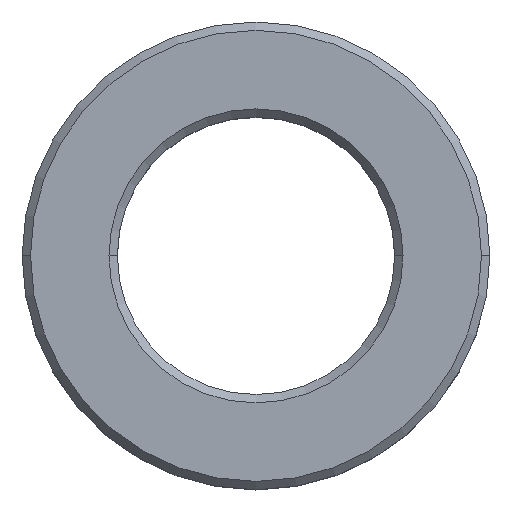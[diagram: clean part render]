
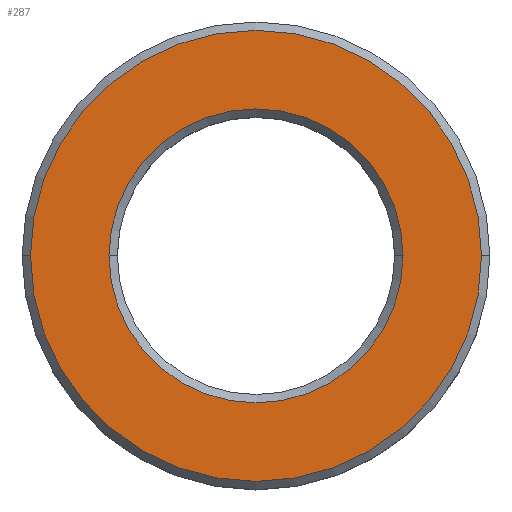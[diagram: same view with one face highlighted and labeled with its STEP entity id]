
A CAD part, top view. The second image highlights one B-rep face of the part: STEP entity #287.
In plain terms, the highlighted planar face has unit normal (0, 0, 1).
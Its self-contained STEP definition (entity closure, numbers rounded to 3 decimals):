
#24 = EDGE_CURVE ( 'NONE', #131, #291, #57, .T. ) ;
#39 = AXIS2_PLACEMENT_3D ( 'NONE', #361, #281, #53 ) ;
#49 = CARTESIAN_POINT ( 'NONE',  ( -4.4, 0., 5. ) ) ;
#53 = DIRECTION ( 'NONE',  ( 1., 0., 0. ) ) ;
#57 = CIRCLE ( 'NONE', #39, 4.4 ) ;
#60 = DIRECTION ( 'NONE',  ( 0., 0., -1. ) ) ;
#79 = VERTEX_POINT ( 'NONE', #264 ) ;
#84 = EDGE_CURVE ( 'NONE', #291, #131, #215, .T. ) ;
#96 = AXIS2_PLACEMENT_3D ( 'NONE', #348, #60, #161 ) ;
#97 = EDGE_CURVE ( 'NONE', #283, #79, #108, .T. ) ;
#101 = CARTESIAN_POINT ( 'NONE',  ( 4.4, 0., 5. ) ) ;
#108 = CIRCLE ( 'NONE', #325, 6.75 ) ;
#117 = AXIS2_PLACEMENT_3D ( 'NONE', #246, #210, #282 ) ;
#118 = DIRECTION ( 'NONE',  ( 0., 0., 1. ) ) ;
#122 = FACE_BOUND ( 'NONE', #335, .T. ) ;
#131 = VERTEX_POINT ( 'NONE', #101 ) ;
#136 = ORIENTED_EDGE ( 'NONE', *, *, #370, .T. ) ;
#156 = FACE_OUTER_BOUND ( 'NONE', #188, .T. ) ;
#161 = DIRECTION ( 'NONE',  ( 1., 0., 0. ) ) ;
#164 = CIRCLE ( 'NONE', #383, 6.75 ) ;
#182 = CARTESIAN_POINT ( 'NONE',  ( -6.75, 0., 5. ) ) ;
#186 = CARTESIAN_POINT ( 'NONE',  ( 0., 0., 5. ) ) ;
#188 = EDGE_LOOP ( 'NONE', ( #228, #136 ) ) ;
#201 = ORIENTED_EDGE ( 'NONE', *, *, #84, .T. ) ;
#210 = DIRECTION ( 'NONE',  ( 0., 0., 1. ) ) ;
#215 = CIRCLE ( 'NONE', #96, 4.4 ) ;
#228 = ORIENTED_EDGE ( 'NONE', *, *, #97, .T. ) ;
#230 = ORIENTED_EDGE ( 'NONE', *, *, #24, .T. ) ;
#246 = CARTESIAN_POINT ( 'NONE',  ( 0., 0., 5. ) ) ;
#264 = CARTESIAN_POINT ( 'NONE',  ( 6.75, 0., 5. ) ) ;
#281 = DIRECTION ( 'NONE',  ( 0., 0., -1. ) ) ;
#282 = DIRECTION ( 'NONE',  ( 1., 0., 0. ) ) ;
#283 = VERTEX_POINT ( 'NONE', #182 ) ;
#286 = DIRECTION ( 'NONE',  ( 0., 0., 1. ) ) ;
#287 = ADVANCED_FACE ( 'NONE', ( #122, #156 ), #334, .T. ) ;
#291 = VERTEX_POINT ( 'NONE', #49 ) ;
#325 = AXIS2_PLACEMENT_3D ( 'NONE', #186, #286, #375 ) ;
#334 = PLANE ( 'NONE',  #117 ) ;
#335 = EDGE_LOOP ( 'NONE', ( #230, #201 ) ) ;
#348 = CARTESIAN_POINT ( 'NONE',  ( 0., 0., 5. ) ) ;
#358 = DIRECTION ( 'NONE',  ( 1., 0., 0. ) ) ;
#361 = CARTESIAN_POINT ( 'NONE',  ( 0., 0., 5. ) ) ;
#370 = EDGE_CURVE ( 'NONE', #79, #283, #164, .T. ) ;
#375 = DIRECTION ( 'NONE',  ( 1., 0., 0. ) ) ;
#383 = AXIS2_PLACEMENT_3D ( 'NONE', #392, #118, #358 ) ;
#392 = CARTESIAN_POINT ( 'NONE',  ( 0., 0., 5. ) ) ;
